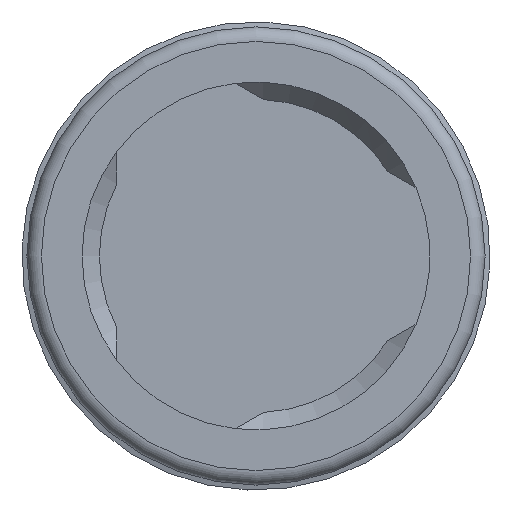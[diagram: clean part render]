
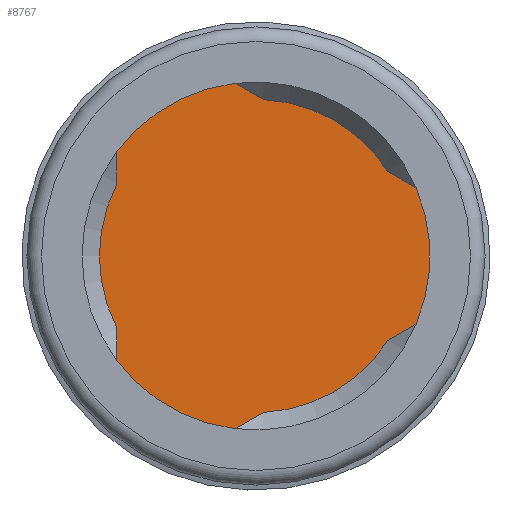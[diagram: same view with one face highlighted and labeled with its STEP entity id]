
A CAD part, left-side view. The second image highlights one B-rep face of the part: STEP entity #8767.
In plain terms, the highlighted planar face has unit normal (-1, 0, 0).
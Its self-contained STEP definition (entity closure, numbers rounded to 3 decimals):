
#1012=PLANE('',#9254);
#1937=FACE_OUTER_BOUND('',#2441,.T.);
#2441=EDGE_LOOP('',(#8243,#8244));
#3474=CIRCLE('',#8890,6.15);
#3475=CIRCLE('',#8891,6.15);
#3936=VERTEX_POINT('',#18075);
#3937=VERTEX_POINT('',#18077);
#4793=EDGE_CURVE('',#3937,#3936,#3474,.T.);
#4794=EDGE_CURVE('',#3936,#3937,#3475,.T.);
#8243=ORIENTED_EDGE('',*,*,#4793,.T.);
#8244=ORIENTED_EDGE('',*,*,#4794,.T.);
#8767=ADVANCED_FACE('',(#1937),#1012,.T.);
#8890=AXIS2_PLACEMENT_3D('',#18078,#9528,#9529);
#8891=AXIS2_PLACEMENT_3D('',#18079,#9530,#9531);
#9254=AXIS2_PLACEMENT_3D('',#64134,#10655,#10656);
#9528=DIRECTION('center_axis',(-1.,0.,0.));
#9529=DIRECTION('ref_axis',(0.,-1.,0.));
#9530=DIRECTION('center_axis',(-1.,0.,0.));
#9531=DIRECTION('ref_axis',(0.,-1.,0.));
#10655=DIRECTION('center_axis',(-1.,0.,0.));
#10656=DIRECTION('ref_axis',(0.,0.,1.));
#18075=CARTESIAN_POINT('',(5.,6.15,0.));
#18077=CARTESIAN_POINT('',(5.,-6.15,0.));
#18078=CARTESIAN_POINT('Origin',(5.,0.,0.));
#18079=CARTESIAN_POINT('Origin',(5.,0.,0.));
#64134=CARTESIAN_POINT('Origin',(5.,6.407,0.));
